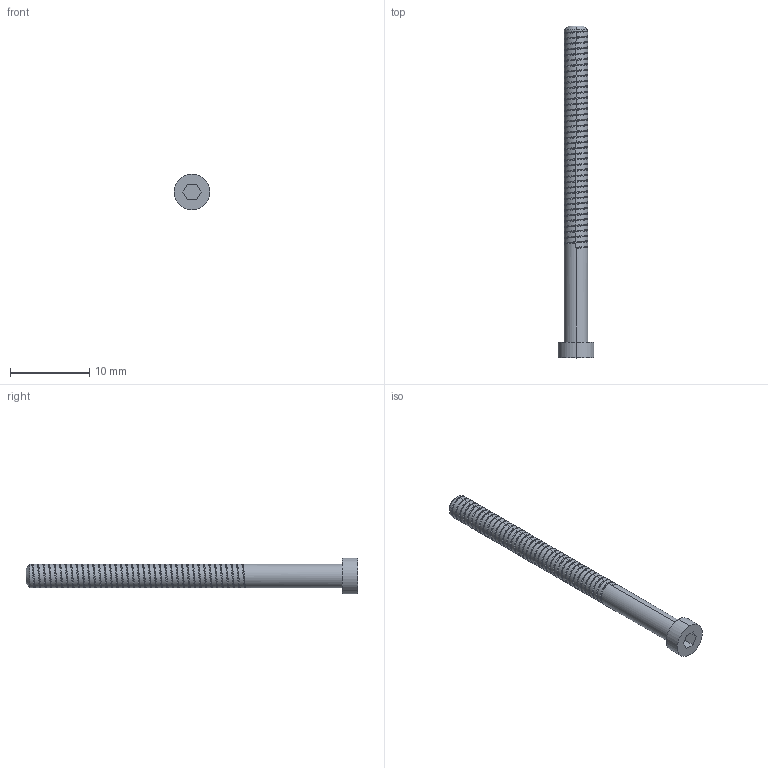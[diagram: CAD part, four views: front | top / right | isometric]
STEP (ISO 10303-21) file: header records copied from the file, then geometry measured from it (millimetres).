
FILE_DESCRIPTION (( 'STEP AP203' ), '1' );
FILE_NAME ('M3 - 40mm Luc giac_Default_sldprt.STEP', '2023-10-06T16:34:03', ( '' ), ( '' ), 'SwSTEP 2.0', 'SolidWorks 2021', '' );
FILE_SCHEMA (( 'CONFIG_CONTROL_DESIGN' ));
Length unit declared in the file: millimetre
Products named in the file (1): M3 - 40mm Luc giac_Default_sldprt
Bounding box: 4.5 x 42 x 4.5 mm (x, y, z)
Volume: 303.7 mm3; surface area: 486.1 mm2
Topology: 1 solids, 1 shells, 99 faces, 284 edges, 189 vertices
Faces by surface type: cylinder 83, plane 11, bspline 3, cone 2
Entity records: 8933 total; most frequent: CARTESIAN_POINT 6760, ORIENTED_EDGE 568, DIRECTION 321, EDGE_CURVE 284, VERTEX_POINT 189, AXIS2_PLACEMENT_3D 108, LINE 105, VECTOR 105
